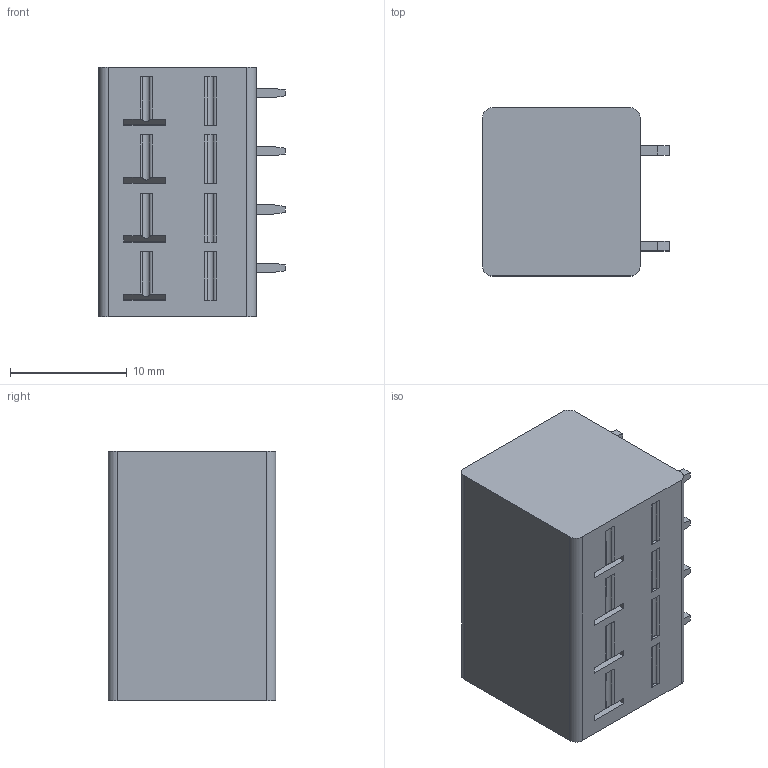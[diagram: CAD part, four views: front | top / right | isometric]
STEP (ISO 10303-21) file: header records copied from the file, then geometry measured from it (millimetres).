
FILE_DESCRIPTION((''),'2;1');
FILE_NAME('PRT0010','2024-09-23T',('sj'),(''),'PRO/ENGINEER BY PARAMETRIC TECHNOLOGY CORPORATION, 2013240','PRO/ENGINEER BY PARAMETRIC TECHNOLOGY CORPORATION, 2013240','');
FILE_SCHEMA(('AUTOMOTIVE_DESIGN_CC2 { 1 2 10303 214 -1 1 5 2 }'));
Length unit declared in the file: millimetre
Products named in the file (1): PRT0010
Bounding box: 16 x 14.4 x 21.4 mm (x, y, z)
Volume: 3963.7 mm3; surface area: 1815.1 mm2
Topology: 1 solids, 1 shells, 230 faces, 564 edges, 360 vertices
Faces by surface type: plane 130, cylinder 68, torus 16, cone 8, bspline 8
Entity records: 7200 total; most frequent: CARTESIAN_POINT 1754, ORIENTED_EDGE 1128, DIRECTION 1104, EDGE_CURVE 564, AXIS2_PLACEMENT_3D 370, VECTOR 364, LINE 364, VERTEX_POINT 360
